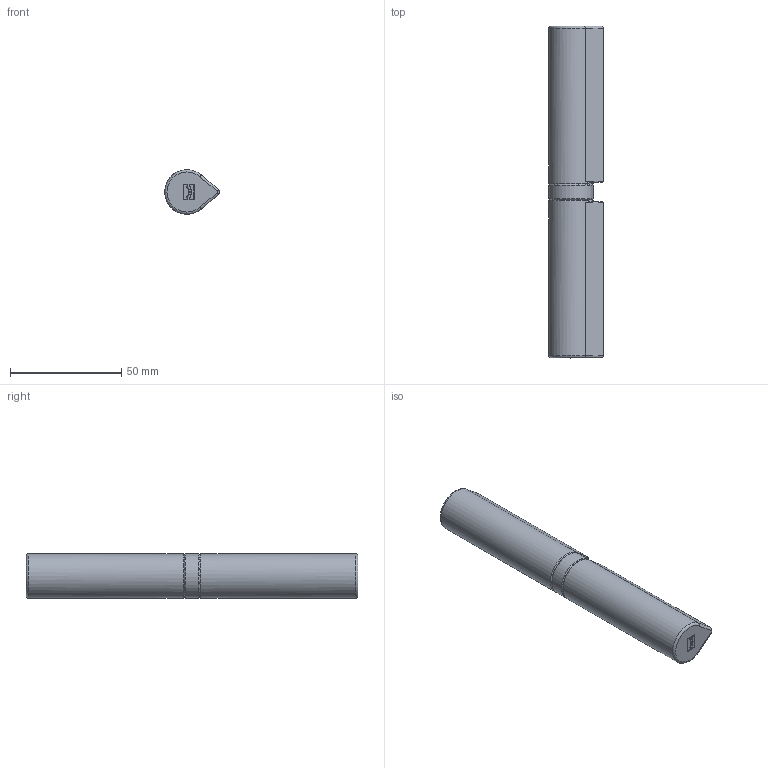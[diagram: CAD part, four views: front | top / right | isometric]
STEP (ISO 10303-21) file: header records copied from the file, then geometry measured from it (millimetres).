
FILE_DESCRIPTION(/* description */ ('cerniera 496-150'),/* implementation_level */ '2;1');
FILE_NAME(/* name */ '11647415.stp',/* time_stamp */ '2023-11-30T14:35:03+01:00',/* author */ ('gcocco'),/* organization */ (''),/* preprocessor_version */ 'ST-DEVELOPER v19.2',/* originating_system */ 'Autodesk Inventor 2023',/* authorisation */ '');
FILE_SCHEMA (('AUTOMOTIVE_DESIGN { 1 0 10303 214 3 1 1 }'));
Length unit declared in the file: millimetre
Products named in the file (5): 11647415; 21300832; 23000668; 23000125; 22900933
Assembly tree (5 placements, depth 2):
  11647415
    21300832
    23000668
    22900933  x2
    23000125
Bounding box: 24.5 x 149 x 20 mm (x, y, z)
Volume: 43905.5 mm3; surface area: 20616.2 mm2
Topology: 5 solids, 5 shells, 185 faces, 410 edges, 242 vertices
Faces by surface type: cylinder 75, plane 71, cone 18, torus 17, bspline 4
Full cylindrical faces by diameter (mm): 8 x1, 8.2 x2, 8.45 x1, 11.8 x2, 12 x3, 12.2 x1, 20 x1
Entity records: 3361 total; most frequent: CARTESIAN_POINT 765, DIRECTION 538, ORIENTED_EDGE 470, EDGE_CURVE 235, AXIS2_PLACEMENT_3D 206, VERTEX_POINT 142, LINE 126, VECTOR 126
